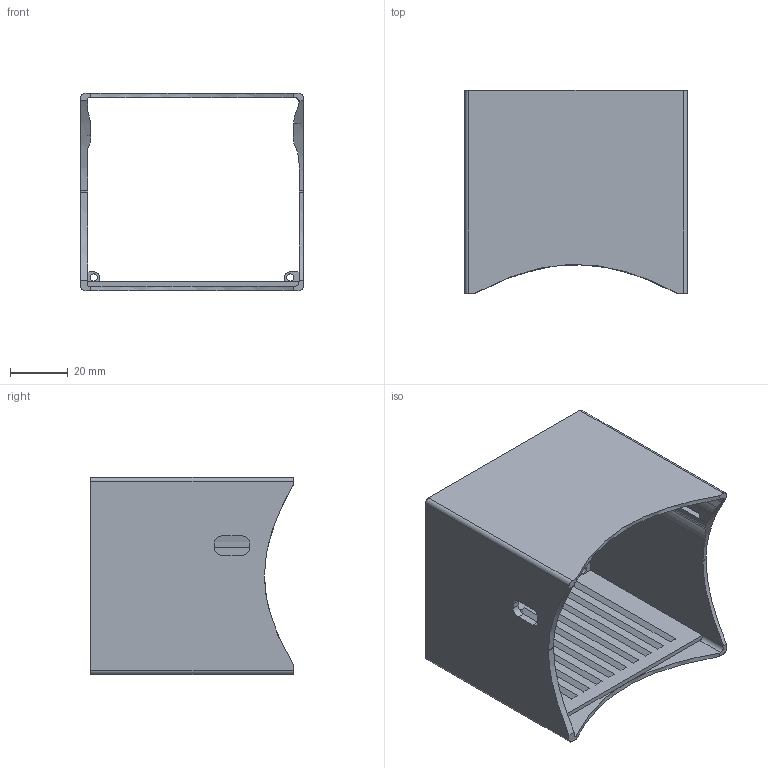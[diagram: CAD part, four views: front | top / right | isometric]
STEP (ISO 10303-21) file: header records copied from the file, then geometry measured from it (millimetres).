
FILE_DESCRIPTION(/* description */ (''),/* implementation_level */ '2;1');
FILE_NAME(/* name */ 'exterior_bottom.step',/* time_stamp */ '2023-11-26T11:19:45-05:00',/* author */ (''),/* organization */ (''),/* preprocessor_version */ 'ST-DEVELOPER v20',/* originating_system */ 'Autodesk Translation Framework v12.14.0.127',/* authorisation */ '');
FILE_SCHEMA (('AUTOMOTIVE_DESIGN { 1 0 10303 214 3 1 1 }'));
Length unit declared in the file: millimetre
Products named in the file (3): component_pi; exterior; exterior-BOTTOM
Assembly tree (2 placements, depth 3):
  component_pi
    exterior
      exterior-BOTTOM
Bounding box: 76.85 x 70 x 68 mm (x, y, z)
Volume: 35323.4 mm3; surface area: 38898.5 mm2
Topology: 1 solids, 1 shells, 116 faces, 343 edges, 228 vertices
Faces by surface type: plane 87, cylinder 23, bspline 6
Full cylindrical faces by diameter (mm): 2.5 x2
Entity records: 4420 total; most frequent: CARTESIAN_POINT 1269, ORIENTED_EDGE 686, DIRECTION 573, EDGE_CURVE 343, LINE 265, VECTOR 265, VERTEX_POINT 228, AXIS2_PLACEMENT_3D 154
